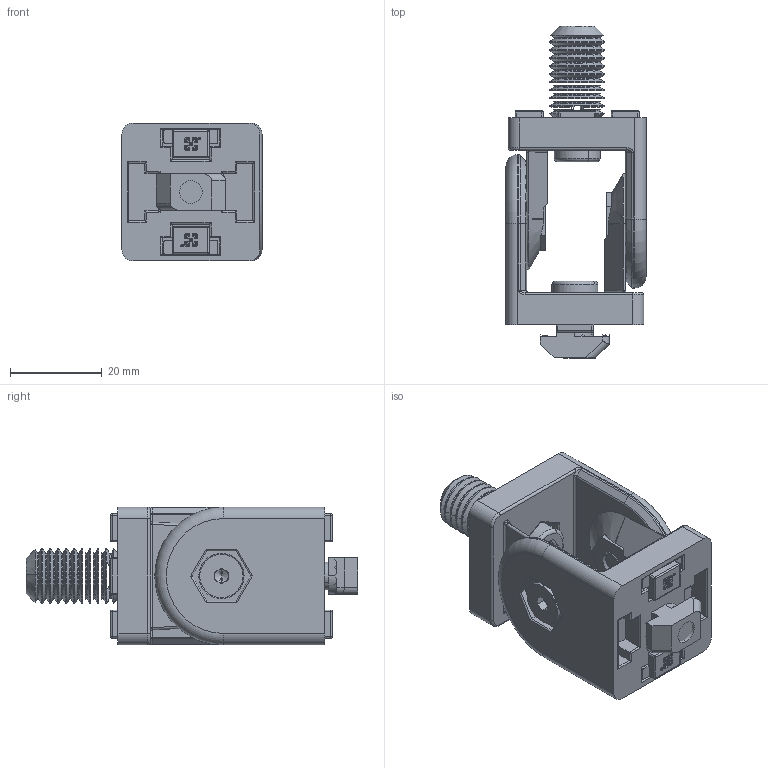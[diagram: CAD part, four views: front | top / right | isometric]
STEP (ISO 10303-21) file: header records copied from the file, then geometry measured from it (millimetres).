
FILE_DESCRIPTION (( 'STEP AP203' ), '1' );
FILE_NAME ('8.32.3030B.STEP', '2014-11-06T01:19:02', ( 'USER' ), ( 'Microsoft' ), 'SwSTEP 2.0', 'SolidWorks 2012', '' );
FILE_SCHEMA (( 'CONFIG_CONTROL_DESIGN' ));
Length unit declared in the file: millimetre
Products named in the file (1): 8.32.3030B
Bounding box: 30.5 x 72.2 x 30 mm (x, y, z)
Surface area: 15221.4 mm2 (no closed solid volume)
Topology: 0 solids, 36 shells, 1091 faces, 3689 edges, 2469 vertices
Faces by surface type: plane 492, cylinder 394, cone 74, torus 74, sphere 36, bspline 21
Entity records: 40172 total; most frequent: CARTESIAN_POINT 9065, DIRECTION 6487, ORIENTED_EDGE 5857, EDGE_CURVE 3641, VERTEX_POINT 2469, LINE 2409, VECTOR 2409, AXIS2_PLACEMENT_3D 2039
